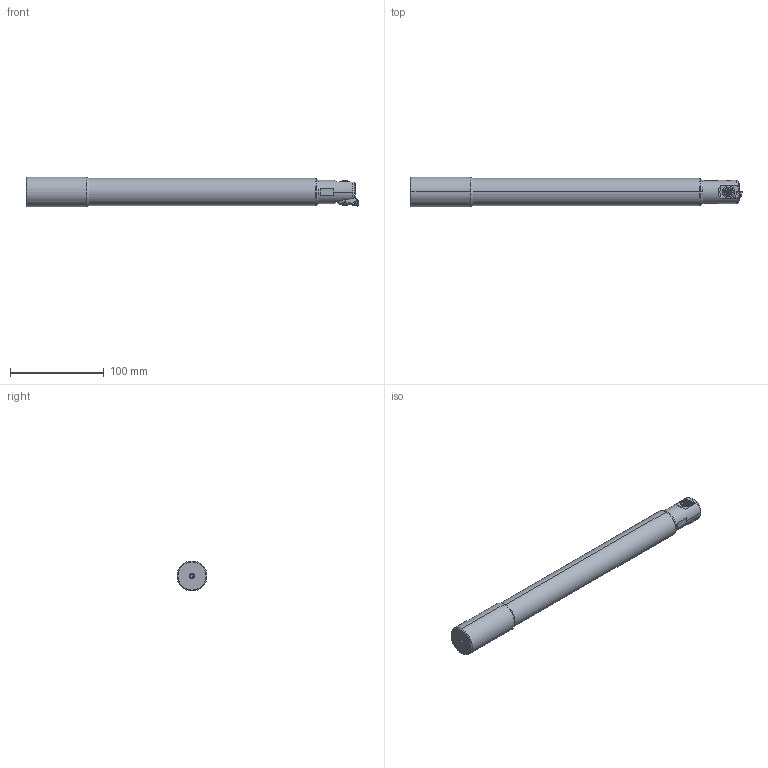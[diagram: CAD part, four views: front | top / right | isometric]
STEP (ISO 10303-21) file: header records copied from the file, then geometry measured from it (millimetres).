
FILE_DESCRIPTION (( 'STEP AP203' ), '1' );
FILE_NAME ('B84.032.029.310.STEP', '2018-03-06T12:56:26', ( 'SWIAdmin' ), ( 'Hewlett-Packard Company' ), 'SwSTEP 2.0', 'SolidWorks 2017', '' );
FILE_SCHEMA (( 'CONFIG_CONTROL_DESIGN' ));
Length unit declared in the file: millimetre
Products named in the file (25): F25-BG2.013.004_A; HP5-F25.031.045_A; WCA-ER2.001.006_A; DIN 3771 - 11x1; Klebstoff D5; F25-BG2.008.009_A; T7 M2.5 x 6_PreviewCfg; F25-WCA.001.006; F25-BG1.009.006_A; ISO 4026 - M5 x 4_PreviewCfg; HP5-ER2.012.030_A; F25-BG1.012.013; F25-BG3.005.018_A_Abgedreht; D29-D25.HP5.003_A; F25; F25-BG1.002.013_C; HP5-F25.031.045_f〉 D29-Schaft; F25-ER1.101.008_A; F25-BG2.010.011_A; HP5-ER1.019.036_A; F25-WCA.001.006_C_fertigbearbeitet; F25-BG2.013.003_A; U32-HP5.029.310_A; B84.032.029.310; CCMT060204
Assembly tree (25 placements, depth 5):
  B84.032.029.310
    U32-HP5.029.310_A
    HP5-F25.031.045_f〉 D29-Schaft
      HP5-F25.031.045_A
      F25
        Klebstoff D5
        T7 M2.5 x 6_PreviewCfg
        ISO 4026 - M5 x 4_PreviewCfg
        F25-BG3.005.018_A_Abgedreht
        F25-BG1.012.013
          F25-BG1.002.013_C
          F25-BG2.010.011_A
          F25-BG2.013.003_A
          F25-BG2.013.004_A
          DIN 3771 - 11x1
          F25-BG2.008.009_A
          F25-BG1.009.006_A
      F25-ER1.101.008_A
      F25-WCA.001.006
        F25-WCA.001.006_C_fertigbearbeitet
        CCMT060204
        WCA-ER2.001.006_A
      HP5-ER2.012.030_A
      D29-D25.HP5.003_A
    HP5-ER1.019.036_A
    HP5-ER2.012.030_A
Bounding box: 355 x 32 x 32 mm (x, y, z)
Volume: 231709.8 mm3; surface area: 56950.9 mm2
Topology: 23 solids, 23 shells, 913 faces, 2280 edges, 1423 vertices
Faces by surface type: plane 387, cone 234, cylinder 178, torus 65, bspline 47, sphere 2
Entity records: 31663 total; most frequent: CARTESIAN_POINT 8810, ORIENTED_EDGE 4380, DIRECTION 3987, EDGE_CURVE 2190, AXIS2_PLACEMENT_3D 1553, VERTEX_POINT 1379, EDGE_LOOP 939, LINE 881
